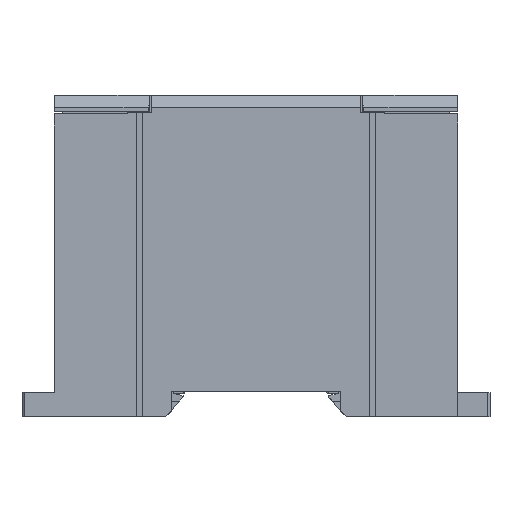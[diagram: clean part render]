
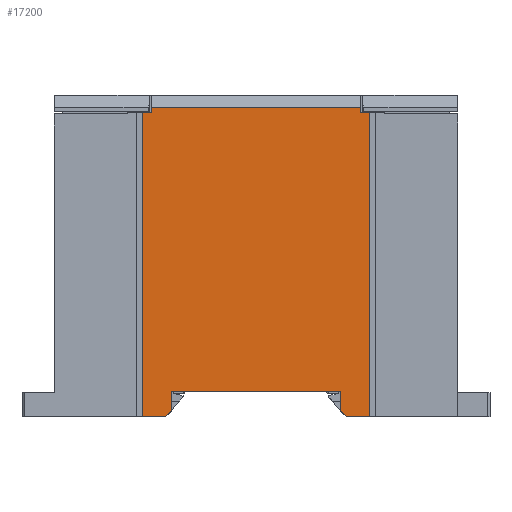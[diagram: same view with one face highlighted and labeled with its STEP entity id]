
A CAD part, left-side view. The second image highlights one B-rep face of the part: STEP entity #17200.
In plain terms, the highlighted planar face has unit normal (-1, 0, 0).
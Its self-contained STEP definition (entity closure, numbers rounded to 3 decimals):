
#409 = EDGE_CURVE ( 'NONE', #53368, #55859, #29054, .T. ) ;
#1572 = CARTESIAN_POINT ( 'NONE',  ( 0., 0., 0. ) ) ;
#1747 = VERTEX_POINT ( 'NONE', #22739 ) ;
#2246 = VECTOR ( 'NONE', #67081, 1000. ) ;
#3153 = EDGE_CURVE ( 'NONE', #32715, #37399, #32732, .T. ) ;
#4002 = VERTEX_POINT ( 'NONE', #72891 ) ;
#4708 = EDGE_CURVE ( 'NONE', #63163, #27286, #54865, .T. ) ;
#5227 = EDGE_CURVE ( 'NONE', #37399, #63163, #40423, .T. ) ;
#5399 = VECTOR ( 'NONE', #51202, 1000. ) ;
#6322 = EDGE_LOOP ( 'NONE', ( #55248, #26670, #27130, #27451, #30914, #72161, #19877, #42199, #71267, #38246, #7485, #26096, #18539, #31259 ) ) ;
#6396 = VERTEX_POINT ( 'NONE', #13466 ) ;
#7485 = ORIENTED_EDGE ( 'NONE', *, *, #5227, .F. ) ;
#9631 = CARTESIAN_POINT ( 'NONE',  ( 0., 70.807, -78.133 ) ) ;
#9891 = DIRECTION ( 'NONE',  ( 0., 0.707, -0.707 ) ) ;
#10511 = CARTESIAN_POINT ( 'NONE',  ( 0., 21.8, -79.633 ) ) ;
#10685 = CARTESIAN_POINT ( 'NONE',  ( 0., 75.807, -4.4 ) ) ;
#10774 = DIRECTION ( 'NONE',  ( 0., 0., 1. ) ) ;
#11492 = AXIS2_PLACEMENT_3D ( 'NONE', #1572, #44202, #73890 ) ;
#11528 = FACE_OUTER_BOUND ( 'NONE', #6322, .T. ) ;
#12383 = DIRECTION ( 'NONE',  ( 0., 0., 1. ) ) ;
#13183 = CARTESIAN_POINT ( 'NONE',  ( 0., 29., -78.133 ) ) ;
#13466 = CARTESIAN_POINT ( 'NONE',  ( 0., 24., -3. ) ) ;
#14240 = DIRECTION ( 'NONE',  ( 0., 0., 1. ) ) ;
#14251 = VERTEX_POINT ( 'NONE', #22469 ) ;
#15226 = EDGE_CURVE ( 'NONE', #4002, #51643, #71990, .T. ) ;
#15516 = DIRECTION ( 'NONE',  ( 0., 0., 1. ) ) ;
#15774 = VECTOR ( 'NONE', #10774, 1000. ) ;
#16540 = VECTOR ( 'NONE', #76179, 1000. ) ;
#16947 = CARTESIAN_POINT ( 'NONE',  ( 0., 24., -4.4 ) ) ;
#17200 = ADVANCED_FACE ( 'NONE', ( #11528 ), #62039, .T. ) ;
#17242 = CARTESIAN_POINT ( 'NONE',  ( 0., 21.8, -79.633 ) ) ;
#18539 = ORIENTED_EDGE ( 'NONE', *, *, #23721, .T. ) ;
#18691 = CARTESIAN_POINT ( 'NONE',  ( 0., 75.807, -3. ) ) ;
#19379 = VECTOR ( 'NONE', #14240, 1000. ) ;
#19877 = ORIENTED_EDGE ( 'NONE', *, *, #39140, .F. ) ;
#21634 = EDGE_CURVE ( 'NONE', #27286, #38128, #66739, .T. ) ;
#22469 = CARTESIAN_POINT ( 'NONE',  ( 0., 70.807, -78.133 ) ) ;
#22586 = VECTOR ( 'NONE', #27452, 1000. ) ;
#22739 = CARTESIAN_POINT ( 'NONE',  ( 0., 78.007, -4.4 ) ) ;
#23248 = CARTESIAN_POINT ( 'NONE',  ( 0., 78.007, -79.633 ) ) ;
#23721 = EDGE_CURVE ( 'NONE', #32715, #43460, #30059, .T. ) ;
#23907 = DIRECTION ( 'NONE',  ( 0., -1., 0. ) ) ;
#25678 = CARTESIAN_POINT ( 'NONE',  ( 0., 21.8, -4.4 ) ) ;
#26096 = ORIENTED_EDGE ( 'NONE', *, *, #3153, .F. ) ;
#26670 = ORIENTED_EDGE ( 'NONE', *, *, #66838, .T. ) ;
#27130 = ORIENTED_EDGE ( 'NONE', *, *, #409, .F. ) ;
#27204 = EDGE_CURVE ( 'NONE', #38124, #6396, #59426, .T. ) ;
#27286 = VERTEX_POINT ( 'NONE', #44324 ) ;
#27451 = ORIENTED_EDGE ( 'NONE', *, *, #67458, .F. ) ;
#27452 = DIRECTION ( 'NONE',  ( 0., 0., -1. ) ) ;
#29054 = LINE ( 'NONE', #68458, #74701 ) ;
#30059 = LINE ( 'NONE', #10511, #15774 ) ;
#30914 = ORIENTED_EDGE ( 'NONE', *, *, #52998, .F. ) ;
#31259 = ORIENTED_EDGE ( 'NONE', *, *, #31582, .F. ) ;
#31582 = EDGE_CURVE ( 'NONE', #38124, #43460, #47548, .T. ) ;
#32715 = VERTEX_POINT ( 'NONE', #17242 ) ;
#32732 = LINE ( 'NONE', #46013, #16540 ) ;
#35646 = CARTESIAN_POINT ( 'NONE',  ( 0., 24., -4.4 ) ) ;
#36132 = CARTESIAN_POINT ( 'NONE',  ( 0., 70.807, -73.263 ) ) ;
#37399 = VERTEX_POINT ( 'NONE', #60282 ) ;
#38124 = VERTEX_POINT ( 'NONE', #16947 ) ;
#38128 = VERTEX_POINT ( 'NONE', #36132 ) ;
#38246 = ORIENTED_EDGE ( 'NONE', *, *, #4708, .F. ) ;
#38636 = LINE ( 'NONE', #18691, #76546 ) ;
#39140 = EDGE_CURVE ( 'NONE', #14251, #4002, #76739, .T. ) ;
#39149 = EDGE_CURVE ( 'NONE', #38128, #14251, #77649, .T. ) ;
#40423 = LINE ( 'NONE', #54898, #2246 ) ;
#42199 = ORIENTED_EDGE ( 'NONE', *, *, #39149, .F. ) ;
#42863 = CARTESIAN_POINT ( 'NONE',  ( 0., 75.807, -4.4 ) ) ;
#43126 = VECTOR ( 'NONE', #60948, 1000. ) ;
#43460 = VERTEX_POINT ( 'NONE', #25678 ) ;
#44202 = DIRECTION ( 'NONE',  ( -1., 0., 0. ) ) ;
#44324 = CARTESIAN_POINT ( 'NONE',  ( 0., 29., -73.263 ) ) ;
#46013 = CARTESIAN_POINT ( 'NONE',  ( 0., 27.5, -79.633 ) ) ;
#47164 = DIRECTION ( 'NONE',  ( 0., 1., 0. ) ) ;
#47548 = LINE ( 'NONE', #35646, #71227 ) ;
#48466 = LINE ( 'NONE', #48542, #62715 ) ;
#48542 = CARTESIAN_POINT ( 'NONE',  ( 0., 78.007, -79.633 ) ) ;
#48803 = CARTESIAN_POINT ( 'NONE',  ( 0., 29., -73.263 ) ) ;
#51202 = DIRECTION ( 'NONE',  ( 0., 1., 0. ) ) ;
#51643 = VERTEX_POINT ( 'NONE', #23248 ) ;
#52536 = VECTOR ( 'NONE', #47164, 1000. ) ;
#52998 = EDGE_CURVE ( 'NONE', #51643, #1747, #48466, .T. ) ;
#53368 = VERTEX_POINT ( 'NONE', #10685 ) ;
#54051 = CARTESIAN_POINT ( 'NONE',  ( 0., 70.807, -73.263 ) ) ;
#54865 = LINE ( 'NONE', #48803, #57765 ) ;
#54898 = CARTESIAN_POINT ( 'NONE',  ( 0., 29., -78.133 ) ) ;
#55248 = ORIENTED_EDGE ( 'NONE', *, *, #27204, .T. ) ;
#55512 = CARTESIAN_POINT ( 'NONE',  ( 0., 24., -4.4 ) ) ;
#55859 = VERTEX_POINT ( 'NONE', #72227 ) ;
#57765 = VECTOR ( 'NONE', #68340, 1000. ) ;
#57857 = CARTESIAN_POINT ( 'NONE',  ( 0., 99.807, -79.633 ) ) ;
#59305 = LINE ( 'NONE', #42863, #43126 ) ;
#59426 = LINE ( 'NONE', #55512, #19379 ) ;
#60282 = CARTESIAN_POINT ( 'NONE',  ( 0., 27.5, -79.633 ) ) ;
#60948 = DIRECTION ( 'NONE',  ( 0., -1., 0. ) ) ;
#61284 = DIRECTION ( 'NONE',  ( 0., 1., 0. ) ) ;
#62039 = PLANE ( 'NONE',  #11492 ) ;
#62715 = VECTOR ( 'NONE', #12383, 1000. ) ;
#63163 = VERTEX_POINT ( 'NONE', #13183 ) ;
#66739 = LINE ( 'NONE', #54051, #52536 ) ;
#66838 = EDGE_CURVE ( 'NONE', #6396, #55859, #38636, .T. ) ;
#67081 = DIRECTION ( 'NONE',  ( 0., 0.707, 0.707 ) ) ;
#67458 = EDGE_CURVE ( 'NONE', #1747, #53368, #59305, .T. ) ;
#68340 = DIRECTION ( 'NONE',  ( 0., 0., 1. ) ) ;
#68458 = CARTESIAN_POINT ( 'NONE',  ( 0., 75.807, -4.4 ) ) ;
#69191 = VECTOR ( 'NONE', #9891, 1000. ) ;
#71227 = VECTOR ( 'NONE', #23907, 1000. ) ;
#71267 = ORIENTED_EDGE ( 'NONE', *, *, #21634, .F. ) ;
#71990 = LINE ( 'NONE', #57857, #5399 ) ;
#72161 = ORIENTED_EDGE ( 'NONE', *, *, #15226, .F. ) ;
#72227 = CARTESIAN_POINT ( 'NONE',  ( 0., 75.807, -3. ) ) ;
#72891 = CARTESIAN_POINT ( 'NONE',  ( 0., 72.307, -79.633 ) ) ;
#73890 = DIRECTION ( 'NONE',  ( 0., 0., 1. ) ) ;
#74701 = VECTOR ( 'NONE', #15516, 1000. ) ;
#76179 = DIRECTION ( 'NONE',  ( 0., 1., 0. ) ) ;
#76546 = VECTOR ( 'NONE', #61284, 1000. ) ;
#76739 = LINE ( 'NONE', #76770, #69191 ) ;
#76770 = CARTESIAN_POINT ( 'NONE',  ( 0., 72.307, -79.633 ) ) ;
#77649 = LINE ( 'NONE', #9631, #22586 ) ;
